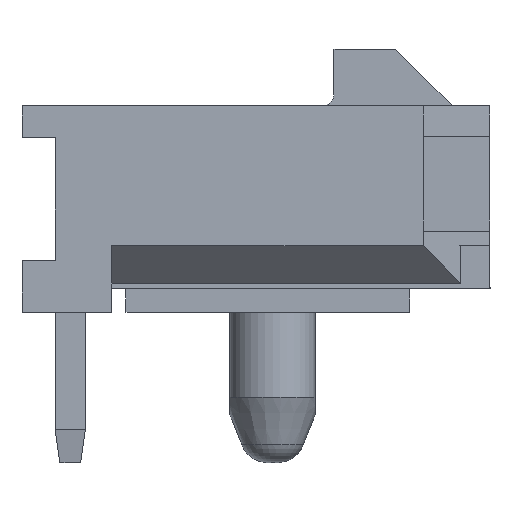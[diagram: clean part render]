
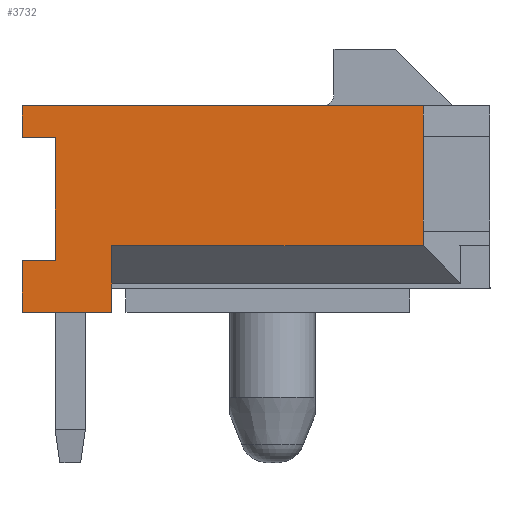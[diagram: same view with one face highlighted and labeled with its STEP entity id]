
A CAD part, left-side view. The second image highlights one B-rep face of the part: STEP entity #3732.
In plain terms, the highlighted planar face has unit normal (-1, 0, 0).
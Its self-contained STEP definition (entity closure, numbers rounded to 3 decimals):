
#497=ORIENTED_EDGE('',*,*,#1502,.T.);
#498=ORIENTED_EDGE('',*,*,#1503,.T.);
#499=ORIENTED_EDGE('',*,*,#1495,.T.);
#500=ORIENTED_EDGE('',*,*,#1504,.T.);
#501=ORIENTED_EDGE('',*,*,#1505,.F.);
#502=ORIENTED_EDGE('',*,*,#1506,.T.);
#503=ORIENTED_EDGE('',*,*,#1507,.F.);
#504=ORIENTED_EDGE('',*,*,#1508,.F.);
#505=ORIENTED_EDGE('',*,*,#1509,.F.);
#506=ORIENTED_EDGE('',*,*,#1289,.T.);
#507=ORIENTED_EDGE('',*,*,#1501,.T.);
#508=ORIENTED_EDGE('',*,*,#1510,.T.);
#1289=EDGE_CURVE('',#1814,#1813,#2165,.T.);
#1495=EDGE_CURVE('',#1971,#1972,#2371,.T.);
#1501=EDGE_CURVE('',#1813,#1976,#2377,.T.);
#1502=EDGE_CURVE('',#1977,#1978,#2378,.T.);
#1503=EDGE_CURVE('',#1978,#1971,#2379,.T.);
#1504=EDGE_CURVE('',#1972,#1979,#2380,.T.);
#1505=EDGE_CURVE('',#1980,#1979,#2381,.T.);
#1506=EDGE_CURVE('',#1980,#1981,#2382,.T.);
#1507=EDGE_CURVE('',#1982,#1981,#2383,.T.);
#1508=EDGE_CURVE('',#1983,#1982,#2384,.T.);
#1509=EDGE_CURVE('',#1814,#1983,#2385,.T.);
#1510=EDGE_CURVE('',#1976,#1977,#2386,.T.);
#1813=VERTEX_POINT('',#5341);
#1814=VERTEX_POINT('',#5343);
#1971=VERTEX_POINT('',#5742);
#1972=VERTEX_POINT('',#5743);
#1976=VERTEX_POINT('',#5753);
#1977=VERTEX_POINT('',#5757);
#1978=VERTEX_POINT('',#5758);
#1979=VERTEX_POINT('',#5761);
#1980=VERTEX_POINT('',#5763);
#1981=VERTEX_POINT('',#5765);
#1982=VERTEX_POINT('',#5767);
#1983=VERTEX_POINT('',#5769);
#2165=LINE('',#5342,#2682);
#2371=LINE('',#5741,#2888);
#2377=LINE('',#5754,#2894);
#2378=LINE('',#5756,#2895);
#2379=LINE('',#5759,#2896);
#2380=LINE('',#5760,#2897);
#2381=LINE('',#5762,#2898);
#2382=LINE('',#5764,#2899);
#2383=LINE('',#5766,#2900);
#2384=LINE('',#5768,#2901);
#2385=LINE('',#5770,#2902);
#2386=LINE('',#5771,#2903);
#2682=VECTOR('',#4297,1000.);
#2888=VECTOR('',#4575,1000.);
#2894=VECTOR('',#4583,1000.);
#2895=VECTOR('',#4586,1000.);
#2896=VECTOR('',#4587,1000.);
#2897=VECTOR('',#4588,1000.);
#2898=VECTOR('',#4589,1000.);
#2899=VECTOR('',#4590,1000.);
#2900=VECTOR('',#4591,1000.);
#2901=VECTOR('',#4592,1000.);
#2902=VECTOR('',#4593,1000.);
#2903=VECTOR('',#4594,1000.);
#3156=EDGE_LOOP('',(#497,#498,#499,#500,#501,#502,#503,#504,#505,#506,#507,
#508));
#3357=FACE_BOUND('',#3156,.T.);
#3547=PLANE('',#3964);
#3732=ADVANCED_FACE('',(#3357),#3547,.T.);
#3964=AXIS2_PLACEMENT_3D('',#5755,#4584,#4585);
#4297=DIRECTION('',(0.,1.,0.));
#4575=DIRECTION('',(0.,0.,-1.));
#4583=DIRECTION('',(0.,0.,-1.));
#4584=DIRECTION('',(-1.,0.,0.));
#4585=DIRECTION('',(0.,0.,1.));
#4586=DIRECTION('',(0.,0.,-1.));
#4587=DIRECTION('',(0.,1.,0.));
#4588=DIRECTION('',(0.,-1.,0.));
#4589=DIRECTION('',(0.,0.,-1.));
#4590=DIRECTION('',(0.,-1.,0.));
#4591=DIRECTION('',(0.,0.,-1.));
#4592=DIRECTION('',(0.,0.,-1.));
#4593=DIRECTION('',(0.,0.,-1.));
#4594=DIRECTION('',(0.,-1.,0.));
#5341=CARTESIAN_POINT('',(-6.325,4.95,2.185));
#5342=CARTESIAN_POINT('',(-6.325,-4.95,2.185));
#5343=CARTESIAN_POINT('',(-6.325,-3.536,2.185));
#5741=CARTESIAN_POINT('',(-6.325,4.95,2.185));
#5742=CARTESIAN_POINT('',(-6.325,4.95,-1.085));
#5743=CARTESIAN_POINT('',(-6.325,4.95,-2.185));
#5753=CARTESIAN_POINT('',(-6.325,4.95,1.515));
#5754=CARTESIAN_POINT('',(-6.325,4.95,2.185));
#5755=CARTESIAN_POINT('',(-6.325,0.,0.));
#5756=CARTESIAN_POINT('',(-6.325,4.25,0.));
#5757=CARTESIAN_POINT('',(-6.325,4.25,1.515));
#5758=CARTESIAN_POINT('',(-6.325,4.25,-1.085));
#5759=CARTESIAN_POINT('',(-6.325,0.,-1.085));
#5760=CARTESIAN_POINT('',(-6.325,4.95,-2.185));
#5761=CARTESIAN_POINT('',(-6.325,3.05,-2.185));
#5762=CARTESIAN_POINT('',(-6.325,3.05,-2.185));
#5763=CARTESIAN_POINT('',(-6.325,3.05,-0.771));
#5764=CARTESIAN_POINT('',(-6.325,3.05,-0.771));
#5765=CARTESIAN_POINT('',(-6.325,-3.536,-0.771));
#5766=CARTESIAN_POINT('',(-6.325,-3.536,0.));
#5767=CARTESIAN_POINT('',(-6.325,-3.536,-0.465));
#5768=CARTESIAN_POINT('',(-6.325,-3.536,1.535));
#5769=CARTESIAN_POINT('',(-6.325,-3.536,1.535));
#5770=CARTESIAN_POINT('',(-6.325,-3.536,0.));
#5771=CARTESIAN_POINT('',(-6.325,0.,1.515));
